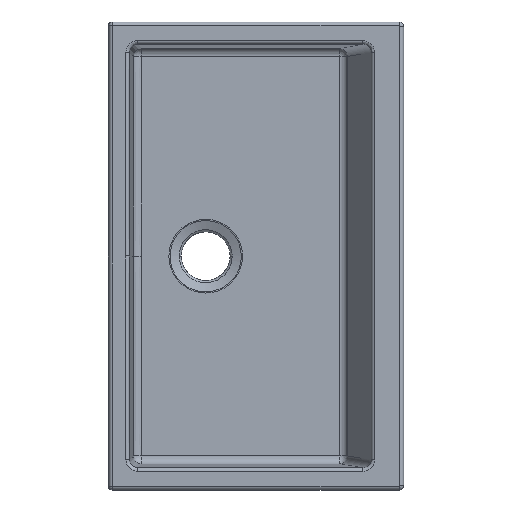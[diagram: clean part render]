
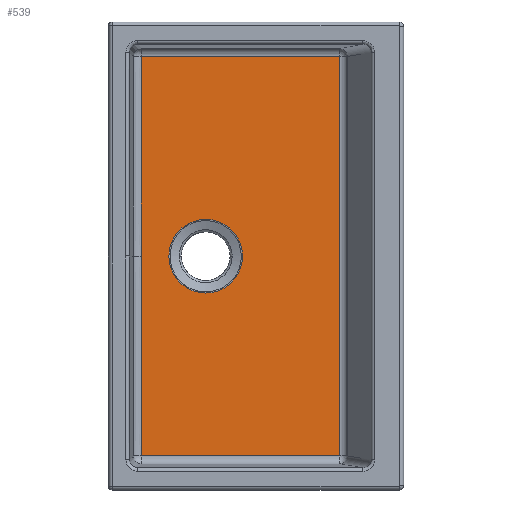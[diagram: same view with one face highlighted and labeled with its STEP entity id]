
A CAD part, top view. The second image highlights one B-rep face of the part: STEP entity #539.
In plain terms, the highlighted planar face has unit normal (0, 0, 1).
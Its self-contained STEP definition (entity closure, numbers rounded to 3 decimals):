
#118=PLANE('',#2194);
#129=FACE_BOUND('',#839,.T.);
#130=FACE_BOUND('',#840,.T.);
#229=LINE('',#4058,#319);
#230=LINE('',#4060,#320);
#231=LINE('',#4062,#321);
#319=VECTOR('',#2538,1.);
#320=VECTOR('',#2539,1.);
#321=VECTOR('',#2540,1.);
#406=CIRCLE('',#2193,67.897);
#539=ADVANCED_FACE('',(#129,#130),#118,.F.);
#839=EDGE_LOOP('',(#1127,#1128,#1129,#1130,#1131));
#840=EDGE_LOOP('',(#1132));
#1127=ORIENTED_EDGE('',*,*,#1905,.T.);
#1128=ORIENTED_EDGE('',*,*,#1906,.T.);
#1129=ORIENTED_EDGE('',*,*,#1907,.T.);
#1130=ORIENTED_EDGE('',*,*,#1908,.T.);
#1131=ORIENTED_EDGE('',*,*,#1909,.T.);
#1132=ORIENTED_EDGE('',*,*,#1910,.T.);
#1715=VERTEX_POINT('',#4045);
#1716=VERTEX_POINT('',#4046);
#1717=VERTEX_POINT('',#4057);
#1718=VERTEX_POINT('',#4059);
#1719=VERTEX_POINT('',#4061);
#1720=VERTEX_POINT('',#4064);
#1905=EDGE_CURVE('',#1715,#1716,#2118,.T.);
#1906=EDGE_CURVE('',#1716,#1717,#2119,.T.);
#1907=EDGE_CURVE('',#1717,#1718,#229,.T.);
#1908=EDGE_CURVE('',#1718,#1719,#230,.T.);
#1909=EDGE_CURVE('',#1719,#1715,#231,.T.);
#1910=EDGE_CURVE('',#1720,#1720,#406,.T.);
#2118=B_SPLINE_CURVE_WITH_KNOTS('',3,(#4035,#4036,#4037,#4038,#4039,#4040,
#4041,#4042,#4043,#4044),.UNSPECIFIED.,.F.,.F.,(4,3,3,4),(0.,0.081,
0.407,1.),.UNSPECIFIED.);
#2119=B_SPLINE_CURVE_WITH_KNOTS('',3,(#4047,#4048,#4049,#4050,#4051,#4052,
#4053,#4054,#4055,#4056),.UNSPECIFIED.,.F.,.F.,(4,3,3,4),(0.,0.081,
0.407,1.),.UNSPECIFIED.);
#2193=AXIS2_PLACEMENT_3D('',#4063,#2541,#2542);
#2194=AXIS2_PLACEMENT_3D('',#4065,#2543,#2544);
#2538=DIRECTION('',(1.,0.,0.));
#2539=DIRECTION('',(0.,1.,0.));
#2540=DIRECTION('',(-1.,0.,0.));
#2541=DIRECTION('',(0.,0.,-1.));
#2542=DIRECTION('',(-1.,0.,0.));
#2543=DIRECTION('',(0.,0.,-1.));
#2544=DIRECTION('',(-1.,0.,0.));
#4035=CARTESIAN_POINT('',(122.331,368.403,-222.266));
#4036=CARTESIAN_POINT('',(122.331,358.403,-222.266));
#4037=CARTESIAN_POINT('',(122.331,348.403,-222.266));
#4038=CARTESIAN_POINT('',(122.331,338.403,-222.266));
#4039=CARTESIAN_POINT('',(122.331,298.403,-222.266));
#4040=CARTESIAN_POINT('',(122.331,258.403,-222.266));
#4041=CARTESIAN_POINT('',(122.331,218.403,-222.266));
#4042=CARTESIAN_POINT('',(122.331,145.602,-222.266));
#4043=CARTESIAN_POINT('',(122.331,72.801,-222.266));
#4044=CARTESIAN_POINT('',(122.331,0.,-222.266));
#4045=CARTESIAN_POINT('',(122.331,368.403,-222.266));
#4046=CARTESIAN_POINT('',(122.331,0.,-222.266));
#4047=CARTESIAN_POINT('',(122.331,0.,-222.266));
#4048=CARTESIAN_POINT('',(122.331,-10.,-222.266));
#4049=CARTESIAN_POINT('',(122.331,-20.,-222.266));
#4050=CARTESIAN_POINT('',(122.331,-30.,-222.266));
#4051=CARTESIAN_POINT('',(122.331,-70.,-222.266));
#4052=CARTESIAN_POINT('',(122.331,-110.,-222.266));
#4053=CARTESIAN_POINT('',(122.331,-150.,-222.266));
#4054=CARTESIAN_POINT('',(122.331,-222.801,-222.266));
#4055=CARTESIAN_POINT('',(122.331,-295.602,-222.266));
#4056=CARTESIAN_POINT('',(122.331,-368.403,-222.266));
#4057=CARTESIAN_POINT('',(122.331,-368.403,-222.266));
#4058=CARTESIAN_POINT('',(271.546,-368.403,-222.266));
#4059=CARTESIAN_POINT('',(487.743,-368.403,-222.266));
#4060=CARTESIAN_POINT('',(487.743,177.508,-222.266));
#4061=CARTESIAN_POINT('',(487.743,368.403,-222.266));
#4062=CARTESIAN_POINT('',(271.546,368.403,-222.266));
#4063=CARTESIAN_POINT('',(240.813,0.,-222.266));
#4064=CARTESIAN_POINT('',(172.917,0.,-222.266));
#4065=CARTESIAN_POINT('',(271.546,177.508,-222.266));
